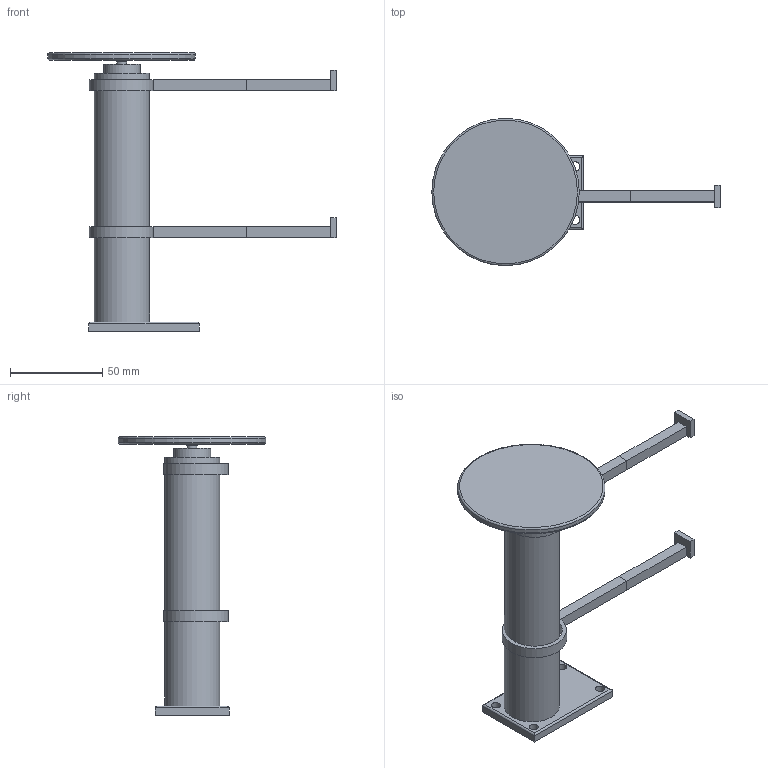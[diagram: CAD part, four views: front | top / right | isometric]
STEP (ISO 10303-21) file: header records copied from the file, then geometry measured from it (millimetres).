
FILE_DESCRIPTION(/* description */ (''),/* implementation_level */ '2;1');
FILE_NAME(/* name */ 'linear acctuator(piston) v9.step',/* time_stamp */ '2022-02-24T17:31:24+05:00',/* author */ (''),/* organization */ (''),/* preprocessor_version */ 'ST-DEVELOPER v18.1',/* originating_system */ 'Autodesk Translation Framework v10.13.0.1454',/* authorisation */ '');
FILE_SCHEMA (('AUTOMOTIVE_DESIGN { 1 0 10303 214 3 1 1 }'));
Length unit declared in the file: millimetre
Products named in the file (28): linear acctuator(piston); Component2; Component3; Component4; Component5; piston stepper; JST B6B-PH-K-S; Component21; piston stepper_1; M4 Screw 20mm; M4 Screw 20mm (1); M4 Screw 20mm (2); M4 Screw 20mm (3); Cap; Base; JST B6B-PH-K-S_1; Component5_1; Component7; Component6; Component10; Component8; Component11; Component9; Component17; Core Laminate; Component20; Component22; Component6_1
Assembly tree (45 placements, depth 4):
  linear acctuator(piston)
    Component2
    Component3
    Component4
    Component5
    piston stepper
      M4 Screw 20mm
      M4 Screw 20mm (1)
      M4 Screw 20mm (2)
      M4 Screw 20mm (3)
      Cap
      Base
      JST B6B-PH-K-S
        Component5_1
        Component7
        Component6
        Component10
        Component8
        Component11
        Component9
        Component17
      Core Laminate
      Component20
      Component21
      Component22
    Component6_1  x2
    piston stepper_1
      M4 Screw 20mm
      M4 Screw 20mm (1)
      M4 Screw 20mm (2)
      M4 Screw 20mm (3)
      Cap
      Base
      JST B6B-PH-K-S_1
        Component5_1
        Component7
        Component6
        Component10
        Component8
        Component11
        Component9
        Component17
      Core Laminate
      Component20
      Component22
Bounding box: 156.49 x 80 x 151.14 mm (x, y, z)
Volume: 170780.5 mm3; surface area: 47005.4 mm2
Topology: 8 solids, 8 shells, 62 faces, 135 edges, 90 vertices
Faces by surface type: plane 43, cylinder 16, torus 3
Full cylindrical faces by diameter (mm): 5 x4, 5.4 x1, 20 x1, 30 x1, 30.3 x2, 80 x1
Entity records: 2196 total; most frequent: DIRECTION 363, CARTESIAN_POINT 274, ORIENTED_EDGE 188, AXIS2_PLACEMENT_3D 151, EDGE_CURVE 94, PRODUCT_DEFINITION_SHAPE 73, VERTEX_POINT 62, LINE 61
